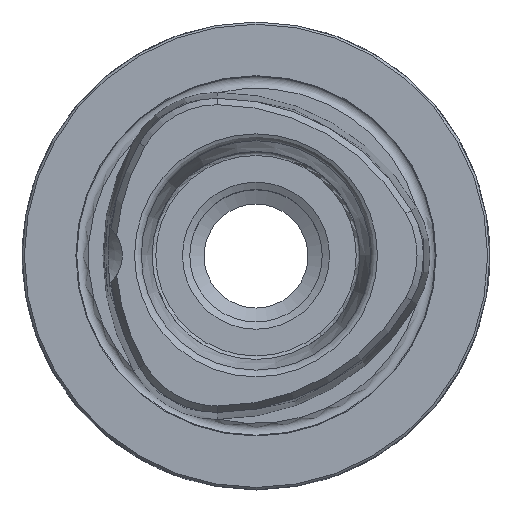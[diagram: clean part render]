
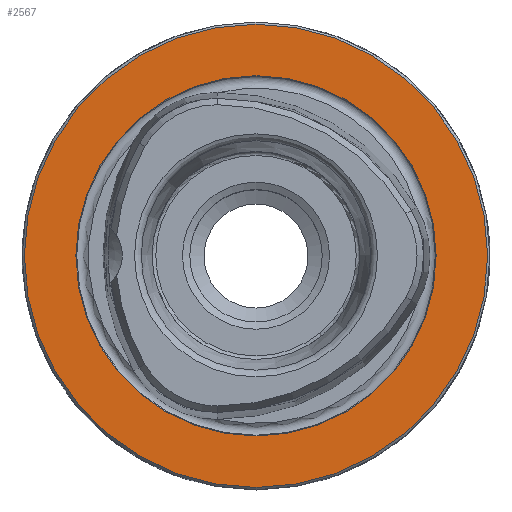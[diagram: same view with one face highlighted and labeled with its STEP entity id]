
A CAD part, top view. The second image highlights one B-rep face of the part: STEP entity #2567.
In plain terms, the highlighted planar face has unit normal (0, 0, 1).
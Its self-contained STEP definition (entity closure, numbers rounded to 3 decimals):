
#254=PLANE('',#2777);
#565=ORIENTED_EDGE('',*,*,#902,.T.);
#566=ORIENTED_EDGE('',*,*,#901,.F.);
#901=EDGE_CURVE('',#1083,#1083,#1183,.T.);
#902=EDGE_CURVE('',#1084,#1084,#1184,.T.);
#1083=VERTEX_POINT('',#4024);
#1084=VERTEX_POINT('',#4027);
#1183=CIRCLE('',#2776,24.264);
#1184=CIRCLE('',#2778,31.2);
#1299=EDGE_LOOP('',(#565));
#1300=EDGE_LOOP('',(#566));
#1481=FACE_BOUND('',#1299,.T.);
#1482=FACE_BOUND('',#1300,.T.);
#2567=ADVANCED_FACE('',(#1481,#1482),#254,.T.);
#2776=AXIS2_PLACEMENT_3D('',#4023,#3188,#3189);
#2777=AXIS2_PLACEMENT_3D('',#4025,#3190,#3191);
#2778=AXIS2_PLACEMENT_3D('',#4026,#3192,#3193);
#3188=DIRECTION('',(0.,0.,1.));
#3189=DIRECTION('',(1.,0.,0.));
#3190=DIRECTION('',(0.,0.,1.));
#3191=DIRECTION('',(1.,0.,0.));
#3192=DIRECTION('',(0.,0.,1.));
#3193=DIRECTION('',(1.,0.,0.));
#4023=CARTESIAN_POINT('',(0.,0.,0.));
#4024=CARTESIAN_POINT('',(24.264,0.,0.));
#4025=CARTESIAN_POINT('',(24.2,0.,0.));
#4026=CARTESIAN_POINT('',(0.,0.,0.));
#4027=CARTESIAN_POINT('',(31.2,0.,0.));
